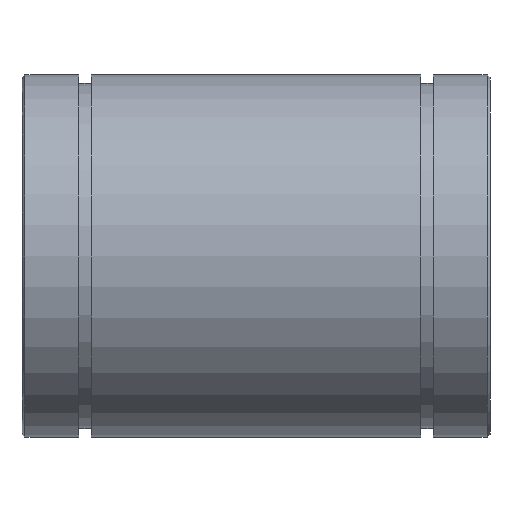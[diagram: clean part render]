
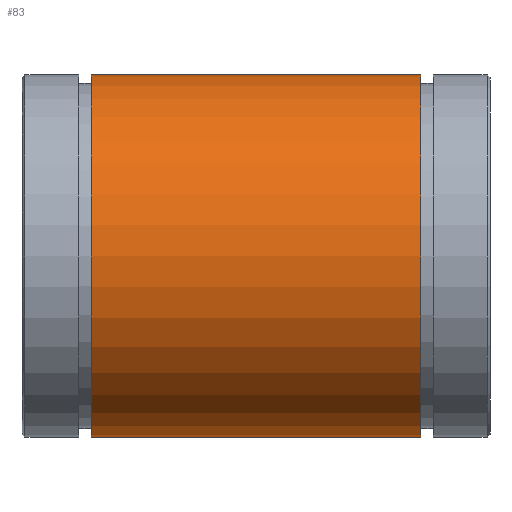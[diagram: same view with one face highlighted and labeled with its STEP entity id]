
A CAD part, front view. The second image highlights one B-rep face of the part: STEP entity #83.
In plain terms, the highlighted cylindrical face has radius 31 mm (diameter 62 mm), a full revolution.
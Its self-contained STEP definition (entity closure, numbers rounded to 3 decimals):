
#83 = ADVANCED_FACE( '', ( #172, #173 ), #174, .T. );
#172 = FACE_OUTER_BOUND( '', #274, .T. );
#173 = FACE_OUTER_BOUND( '', #275, .T. );
#174 = CYLINDRICAL_SURFACE( '', #276, 31. );
#274 = EDGE_LOOP( '', ( #378 ) );
#275 = EDGE_LOOP( '', ( #379 ) );
#276 = AXIS2_PLACEMENT_3D( '', #380, #381, #382 );
#378 = ORIENTED_EDGE( '', *, *, #487, .F. );
#379 = ORIENTED_EDGE( '', *, *, #478, .T. );
#380 = CARTESIAN_POINT( '', ( 80., 0., 0. ) );
#381 = DIRECTION( '', ( -1., 0., 0. ) );
#382 = DIRECTION( '', ( 0., 0., -1. ) );
#478 = EDGE_CURVE( '', #528, #528, #529, .F. );
#487 = EDGE_CURVE( '', #542, #542, #543, .F. );
#528 = VERTEX_POINT( '', #594 );
#529 = CIRCLE( '', #595, 31. );
#542 = VERTEX_POINT( '', #608 );
#543 = CIRCLE( '', #609, 31. );
#594 = CARTESIAN_POINT( '', ( 68.15, 0., -31. ) );
#595 = AXIS2_PLACEMENT_3D( '', #662, #663, #664 );
#608 = CARTESIAN_POINT( '', ( 11.85, 0., -31. ) );
#609 = AXIS2_PLACEMENT_3D( '', #677, #678, #679 );
#662 = CARTESIAN_POINT( '', ( 68.15, 0., 0. ) );
#663 = DIRECTION( '', ( 1., 0., 0. ) );
#664 = DIRECTION( '', ( 0., 0., -1. ) );
#677 = CARTESIAN_POINT( '', ( 11.85, 0., 0. ) );
#678 = DIRECTION( '', ( 1., 0., 0. ) );
#679 = DIRECTION( '', ( 0., 0., -1. ) );
